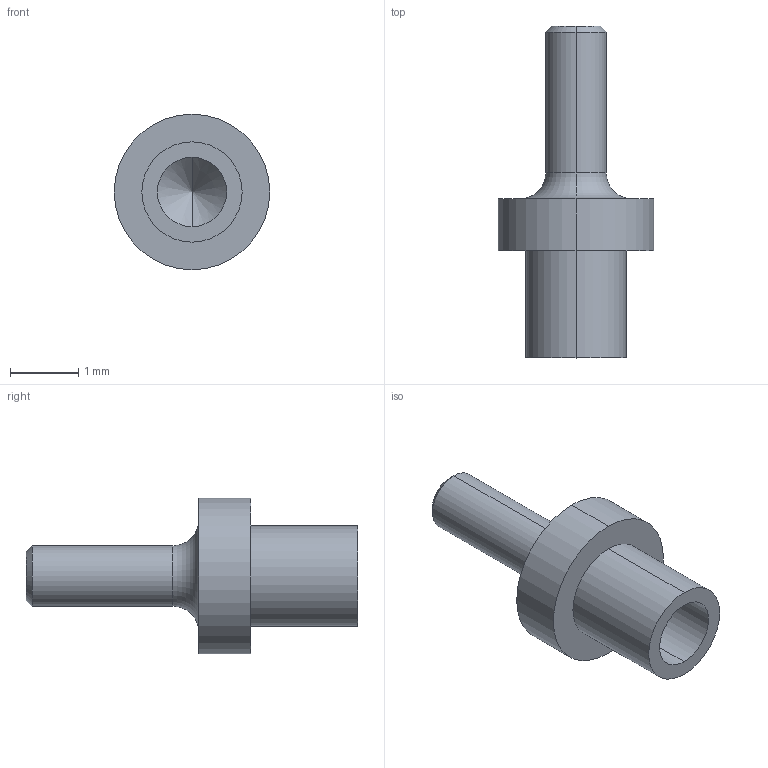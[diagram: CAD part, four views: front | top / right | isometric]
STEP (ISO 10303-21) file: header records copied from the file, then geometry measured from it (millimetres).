
FILE_DESCRIPTION (( 'STEP AP214' ), '1' );
FILE_NAME ('1380-1.STEP', '2007-12-18T21:42:16', ( 'Richard Maletta' ), ( '' ), 'SwSTEP 2.0', 'SolidWorks 2007', '' );
FILE_SCHEMA (( 'AUTOMOTIVE_DESIGN' ));
Length unit declared in the file: inch
Products named in the file (1): 1380-1
Bounding box: 2.29 x 4.88 x 2.29 mm (x, y, z)
Volume: 6.5 mm3; surface area: 31.1 mm2
Topology: 1 solids, 1 shells, 18 faces, 36 edges, 21 vertices
Faces by surface type: cylinder 8, cone 4, plane 4, torus 2
Entity records: 487 total; most frequent: DIRECTION 94, CARTESIAN_POINT 74, ORIENTED_EDGE 68, AXIS2_PLACEMENT_3D 41, EDGE_CURVE 34, CIRCLE 22, VERTEX_POINT 21, EDGE_LOOP 21
